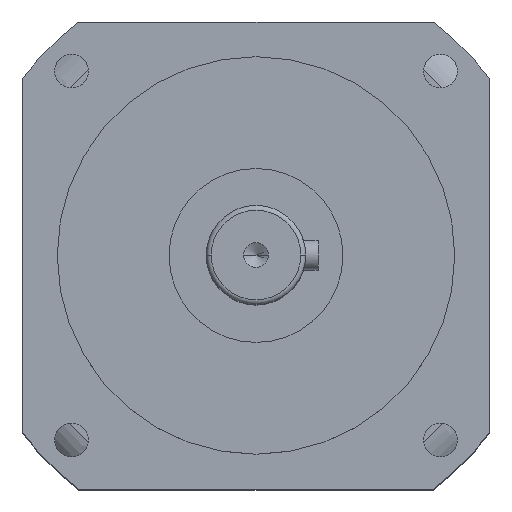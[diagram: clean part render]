
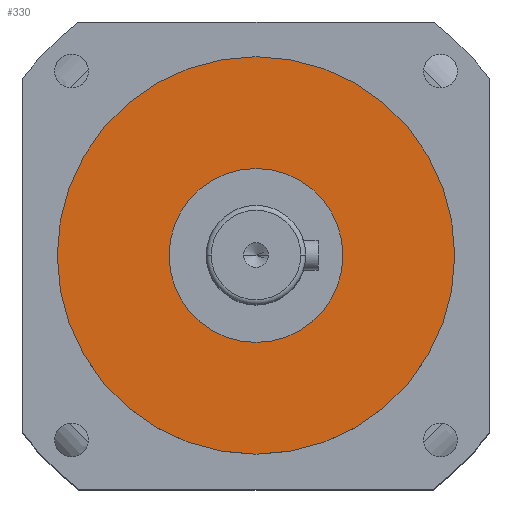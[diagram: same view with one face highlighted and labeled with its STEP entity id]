
A CAD part, top view. The second image highlights one B-rep face of the part: STEP entity #330.
In plain terms, the highlighted planar face has unit normal (0, 0, 1).
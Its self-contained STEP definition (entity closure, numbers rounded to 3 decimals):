
#46 = CARTESIAN_POINT ( 'NONE',  ( 17.5, 0., -50. ) ) ;
#104 = DIRECTION ( 'NONE',  ( 1., 0., 0. ) ) ;
#330 = ADVANCED_FACE ( 'NONE', ( #5903, #4005 ), #5429, .F. ) ;
#467 = AXIS2_PLACEMENT_3D ( 'NONE', #7000, #2679, #7720 ) ;
#673 = VERTEX_POINT ( 'NONE', #8866 ) ;
#1235 = EDGE_CURVE ( 'NONE', #7126, #5188, #7957, .T. ) ;
#1346 = CARTESIAN_POINT ( 'NONE',  ( -17.5, 0., -50. ) ) ;
#1840 = CIRCLE ( 'NONE', #3198, 40. ) ;
#2175 = CARTESIAN_POINT ( 'NONE',  ( 0., 0., -50. ) ) ;
#2544 = DIRECTION ( 'NONE',  ( -1., 0., 0. ) ) ;
#2679 = DIRECTION ( 'NONE',  ( 0., 0., 1. ) ) ;
#2911 = DIRECTION ( 'NONE',  ( 1., 0., 0. ) ) ;
#3198 = AXIS2_PLACEMENT_3D ( 'NONE', #8563, #4263, #9293 ) ;
#3388 = AXIS2_PLACEMENT_3D ( 'NONE', #7555, #6863, #2544 ) ;
#3964 = EDGE_CURVE ( 'NONE', #4767, #673, #7043, .T. ) ;
#3989 = AXIS2_PLACEMENT_3D ( 'NONE', #2175, #7208, #2911 ) ;
#4005 = FACE_OUTER_BOUND ( 'NONE', #7318, .T. ) ;
#4081 = ORIENTED_EDGE ( 'NONE', *, *, #1235, .F. ) ;
#4263 = DIRECTION ( 'NONE',  ( 0., 0., 1. ) ) ;
#4390 = DIRECTION ( 'NONE',  ( 0., 0., 1. ) ) ;
#4424 = CIRCLE ( 'NONE', #3989, 17.5 ) ;
#4451 = EDGE_CURVE ( 'NONE', #673, #4767, #1840, .T. ) ;
#4584 = ORIENTED_EDGE ( 'NONE', *, *, #4451, .T. ) ;
#4748 = EDGE_CURVE ( 'NONE', #5188, #7126, #4424, .T. ) ;
#4767 = VERTEX_POINT ( 'NONE', #8688 ) ;
#5064 = EDGE_LOOP ( 'NONE', ( #4081, #6583 ) ) ;
#5188 = VERTEX_POINT ( 'NONE', #1346 ) ;
#5429 = PLANE ( 'NONE',  #3388 ) ;
#5903 = FACE_BOUND ( 'NONE', #5064, .T. ) ;
#6413 = ORIENTED_EDGE ( 'NONE', *, *, #3964, .T. ) ;
#6583 = ORIENTED_EDGE ( 'NONE', *, *, #4748, .F. ) ;
#6863 = DIRECTION ( 'NONE',  ( 0., 0., -1. ) ) ;
#7000 = CARTESIAN_POINT ( 'NONE',  ( 0., 0., -50. ) ) ;
#7043 = CIRCLE ( 'NONE', #7102, 40. ) ;
#7102 = AXIS2_PLACEMENT_3D ( 'NONE', #8694, #4390, #104 ) ;
#7126 = VERTEX_POINT ( 'NONE', #46 ) ;
#7208 = DIRECTION ( 'NONE',  ( 0., 0., 1. ) ) ;
#7318 = EDGE_LOOP ( 'NONE', ( #4584, #6413 ) ) ;
#7555 = CARTESIAN_POINT ( 'NONE',  ( 0., 40., -50. ) ) ;
#7720 = DIRECTION ( 'NONE',  ( 1., 0., 0. ) ) ;
#7957 = CIRCLE ( 'NONE', #467, 17.5 ) ;
#8563 = CARTESIAN_POINT ( 'NONE',  ( 0., 0., -50. ) ) ;
#8688 = CARTESIAN_POINT ( 'NONE',  ( -40., 0., -50. ) ) ;
#8694 = CARTESIAN_POINT ( 'NONE',  ( 0., 0., -50. ) ) ;
#8866 = CARTESIAN_POINT ( 'NONE',  ( 40., 0., -50. ) ) ;
#9293 = DIRECTION ( 'NONE',  ( 1., 0., 0. ) ) ;
